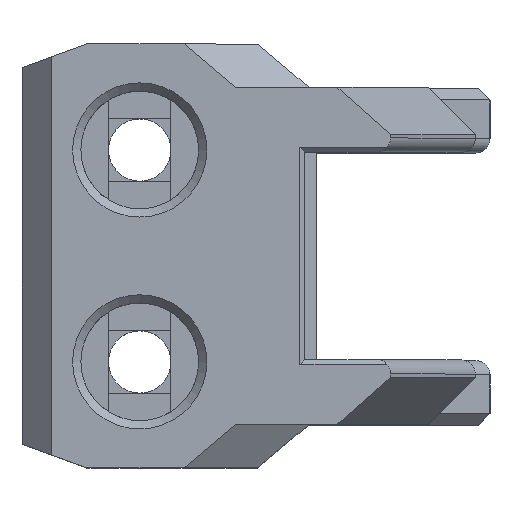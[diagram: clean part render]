
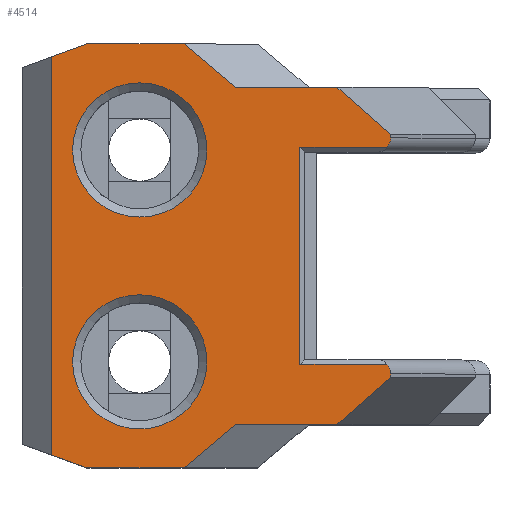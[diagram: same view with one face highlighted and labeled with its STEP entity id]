
A CAD part, top view. The second image highlights one B-rep face of the part: STEP entity #4514.
In plain terms, the highlighted planar face has unit normal (0, 0, 1).
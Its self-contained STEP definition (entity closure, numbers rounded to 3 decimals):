
#23=FACE_BOUND('',#636,.T.);
#24=FACE_BOUND('',#637,.T.);
#85=CIRCLE('',#4851,5.7);
#86=CIRCLE('',#4852,5.7);
#145=ELLIPSE('',#4799,1.373,1.2);
#152=ELLIPSE('',#4824,1.373,1.2);
#367=FACE_OUTER_BOUND('',#635,.T.);
#635=EDGE_LOOP('',(#3553,#3554,#3555,#3556,#3557,#3558,#3559,#3560,#3561,
#3562,#3563,#3564,#3565,#3566,#3567,#3568,#3569,#3570));
#636=EDGE_LOOP('',(#3571));
#637=EDGE_LOOP('',(#3572));
#951=LINE('',#7359,#1468);
#954=LINE('',#7365,#1471);
#956=LINE('',#7369,#1473);
#1050=LINE('',#7588,#1567);
#1062=LINE('',#7623,#1579);
#1063=LINE('',#7626,#1580);
#1067=LINE('',#7634,#1584);
#1068=LINE('',#7636,#1585);
#1069=LINE('',#7638,#1586);
#1070=LINE('',#7639,#1587);
#1071=LINE('',#7641,#1588);
#1072=LINE('',#7643,#1589);
#1073=LINE('',#7645,#1590);
#1074=LINE('',#7647,#1591);
#1075=LINE('',#7649,#1592);
#1076=LINE('',#7650,#1593);
#1468=VECTOR('',#5463,10.);
#1471=VECTOR('',#5468,10.);
#1473=VECTOR('',#5472,10.);
#1567=VECTOR('',#5656,10.);
#1579=VECTOR('',#5698,10.);
#1580=VECTOR('',#5701,10.);
#1584=VECTOR('',#5707,10.);
#1585=VECTOR('',#5708,10.);
#1586=VECTOR('',#5709,10.);
#1587=VECTOR('',#5710,10.);
#1588=VECTOR('',#5711,10.);
#1589=VECTOR('',#5712,10.);
#1590=VECTOR('',#5713,10.);
#1591=VECTOR('',#5714,10.);
#1592=VECTOR('',#5715,10.);
#1593=VECTOR('',#5716,10.);
#1976=VERTEX_POINT('',#7356);
#1977=VERTEX_POINT('',#7358);
#1979=VERTEX_POINT('',#7364);
#1980=VERTEX_POINT('',#7368);
#2022=VERTEX_POINT('',#7460);
#2057=VERTEX_POINT('',#7569);
#2060=VERTEX_POINT('',#7586);
#2065=VERTEX_POINT('',#7616);
#2068=VERTEX_POINT('',#7621);
#2069=VERTEX_POINT('',#7625);
#2072=VERTEX_POINT('',#7633);
#2073=VERTEX_POINT('',#7635);
#2074=VERTEX_POINT('',#7637);
#2075=VERTEX_POINT('',#7640);
#2076=VERTEX_POINT('',#7642);
#2077=VERTEX_POINT('',#7644);
#2078=VERTEX_POINT('',#7646);
#2079=VERTEX_POINT('',#7648);
#2080=VERTEX_POINT('',#7651);
#2081=VERTEX_POINT('',#7653);
#2475=EDGE_CURVE('',#1976,#1977,#951,.T.);
#2478=EDGE_CURVE('',#1977,#1979,#954,.T.);
#2480=EDGE_CURVE('',#1979,#1980,#956,.T.);
#2526=EDGE_CURVE('',#1980,#2022,#145,.T.);
#2583=EDGE_CURVE('',#2057,#1976,#152,.T.);
#2591=EDGE_CURVE('',#2057,#2060,#1050,.T.);
#2608=EDGE_CURVE('',#2068,#2065,#1062,.T.);
#2609=EDGE_CURVE('',#2069,#2065,#1063,.T.);
#2613=EDGE_CURVE('',#2072,#2060,#1067,.T.);
#2614=EDGE_CURVE('',#2073,#2072,#1068,.T.);
#2615=EDGE_CURVE('',#2074,#2073,#1069,.T.);
#2616=EDGE_CURVE('',#2069,#2074,#1070,.T.);
#2617=EDGE_CURVE('',#2068,#2075,#1071,.T.);
#2618=EDGE_CURVE('',#2076,#2075,#1072,.T.);
#2619=EDGE_CURVE('',#2077,#2076,#1073,.T.);
#2620=EDGE_CURVE('',#2078,#2077,#1074,.T.);
#2621=EDGE_CURVE('',#2079,#2078,#1075,.T.);
#2622=EDGE_CURVE('',#2079,#2022,#1076,.T.);
#2623=EDGE_CURVE('',#2080,#2080,#85,.T.);
#2624=EDGE_CURVE('',#2081,#2081,#86,.T.);
#3553=ORIENTED_EDGE('',*,*,#2475,.F.);
#3554=ORIENTED_EDGE('',*,*,#2583,.F.);
#3555=ORIENTED_EDGE('',*,*,#2591,.T.);
#3556=ORIENTED_EDGE('',*,*,#2613,.F.);
#3557=ORIENTED_EDGE('',*,*,#2614,.F.);
#3558=ORIENTED_EDGE('',*,*,#2615,.F.);
#3559=ORIENTED_EDGE('',*,*,#2616,.F.);
#3560=ORIENTED_EDGE('',*,*,#2609,.T.);
#3561=ORIENTED_EDGE('',*,*,#2608,.F.);
#3562=ORIENTED_EDGE('',*,*,#2617,.T.);
#3563=ORIENTED_EDGE('',*,*,#2618,.F.);
#3564=ORIENTED_EDGE('',*,*,#2619,.F.);
#3565=ORIENTED_EDGE('',*,*,#2620,.F.);
#3566=ORIENTED_EDGE('',*,*,#2621,.F.);
#3567=ORIENTED_EDGE('',*,*,#2622,.T.);
#3568=ORIENTED_EDGE('',*,*,#2526,.F.);
#3569=ORIENTED_EDGE('',*,*,#2480,.F.);
#3570=ORIENTED_EDGE('',*,*,#2478,.F.);
#3571=ORIENTED_EDGE('',*,*,#2623,.F.);
#3572=ORIENTED_EDGE('',*,*,#2624,.F.);
#4268=PLANE('',#4850);
#4514=ADVANCED_FACE('',(#367,#23,#24),#4268,.T.);
#4799=AXIS2_PLACEMENT_3D('',#7461,#5532,#5533);
#4824=AXIS2_PLACEMENT_3D('',#7571,#5632,#5633);
#4850=AXIS2_PLACEMENT_3D('',#7632,#5705,#5706);
#4851=AXIS2_PLACEMENT_3D('',#7652,#5717,#5718);
#4852=AXIS2_PLACEMENT_3D('',#7654,#5719,#5720);
#5463=DIRECTION('',(-1.,0.,0.));
#5468=DIRECTION('',(0.,-1.,0.));
#5472=DIRECTION('',(1.,0.,0.));
#5532=DIRECTION('center_axis',(0.,0.,-1.));
#5533=DIRECTION('ref_axis',(1.,0.,0.));
#5632=DIRECTION('center_axis',(0.,0.,-1.));
#5633=DIRECTION('ref_axis',(1.,0.,0.));
#5656=DIRECTION('',(0.,1.,0.));
#5698=DIRECTION('',(0.,1.,0.));
#5701=DIRECTION('',(-0.94,-0.342,0.));
#5705=DIRECTION('center_axis',(0.,0.,1.));
#5706=DIRECTION('ref_axis',(-1.,0.,0.));
#5707=DIRECTION('',(0.753,-0.658,0.));
#5708=DIRECTION('',(1.,0.,0.));
#5709=DIRECTION('',(0.766,-0.643,0.));
#5710=DIRECTION('',(1.,0.,0.));
#5711=DIRECTION('',(0.94,-0.342,0.));
#5712=DIRECTION('',(-1.,0.,0.));
#5713=DIRECTION('',(-0.766,-0.643,0.));
#5714=DIRECTION('',(-1.,0.,0.));
#5715=DIRECTION('',(-0.753,-0.658,0.));
#5716=DIRECTION('',(0.,1.,0.));
#5717=DIRECTION('center_axis',(0.,0.,1.));
#5718=DIRECTION('ref_axis',(-1.,0.,0.));
#5719=DIRECTION('center_axis',(0.,0.,1.));
#5720=DIRECTION('ref_axis',(-1.,0.,0.));
#7356=CARTESIAN_POINT('',(10.978,9.218,49.4));
#7358=CARTESIAN_POINT('',(3.6,9.218,49.4));
#7359=CARTESIAN_POINT('',(6.588,9.218,49.4));
#7364=CARTESIAN_POINT('',(3.6,-9.218,49.4));
#7365=CARTESIAN_POINT('',(3.6,8.818,49.4));
#7368=CARTESIAN_POINT('',(10.978,-9.218,49.4));
#7369=CARTESIAN_POINT('',(6.588,-9.218,49.4));
#7460=CARTESIAN_POINT('',(11.328,-10.018,49.4));
#7461=CARTESIAN_POINT('Origin',(9.955,-10.018,49.4));
#7569=CARTESIAN_POINT('',(11.328,10.018,49.4));
#7571=CARTESIAN_POINT('Origin',(9.955,10.018,49.4));
#7586=CARTESIAN_POINT('',(11.328,10.318,49.4));
#7588=CARTESIAN_POINT('',(11.328,-2.75,49.4));
#7616=CARTESIAN_POINT('',(-17.5,16.908,49.4));
#7621=CARTESIAN_POINT('',(-17.5,-16.908,49.4));
#7623=CARTESIAN_POINT('',(-17.5,4.409,49.4));
#7625=CARTESIAN_POINT('',(-14.5,18.,49.4));
#7626=CARTESIAN_POINT('',(-7.808,20.436,49.4));
#7632=CARTESIAN_POINT('Origin',(4.,8.818,49.4));
#7633=CARTESIAN_POINT('',(6.752,14.318,49.4));
#7634=CARTESIAN_POINT('',(11.062,10.55,49.4));
#7635=CARTESIAN_POINT('',(-1.834,14.318,49.4));
#7636=CARTESIAN_POINT('',(4.588,14.318,49.4));
#7637=CARTESIAN_POINT('',(-6.223,18.,49.4));
#7638=CARTESIAN_POINT('',(7.758,6.269,49.4));
#7639=CARTESIAN_POINT('',(-20.,18.,49.4));
#7640=CARTESIAN_POINT('',(-14.5,-18.,49.4));
#7641=CARTESIAN_POINT('',(-10.642,-19.404,49.4));
#7642=CARTESIAN_POINT('',(-6.223,-18.,49.4));
#7643=CARTESIAN_POINT('',(-20.,-18.,49.4));
#7644=CARTESIAN_POINT('',(-1.834,-14.318,49.4));
#7645=CARTESIAN_POINT('',(12.099,-2.626,49.4));
#7646=CARTESIAN_POINT('',(6.752,-14.318,49.4));
#7647=CARTESIAN_POINT('',(14.463,-14.318,49.4));
#7648=CARTESIAN_POINT('',(11.328,-10.318,49.4));
#7649=CARTESIAN_POINT('',(15.431,-6.731,49.4));
#7650=CARTESIAN_POINT('',(11.328,-2.75,49.4));
#7651=CARTESIAN_POINT('',(-4.3,9.,49.4));
#7652=CARTESIAN_POINT('Origin',(-10.,9.,49.4));
#7653=CARTESIAN_POINT('',(-4.3,-9.,49.4));
#7654=CARTESIAN_POINT('Origin',(-10.,-9.,49.4));
